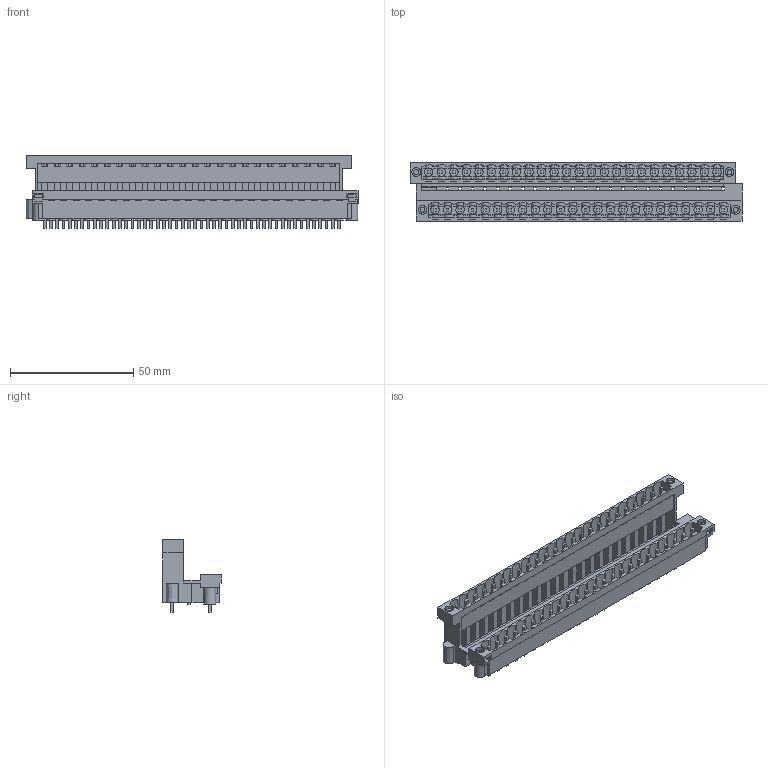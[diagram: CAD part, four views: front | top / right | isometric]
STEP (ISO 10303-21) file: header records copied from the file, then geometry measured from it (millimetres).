
FILE_DESCRIPTION(('CATIA V5 STEP Exchange','CAx-IF Rec.Pracs.--- Model Styling and Organization---1.2---2011-12-15'),'2;1');
FILE_NAME ('D1458675_0_1889330000_1889330000.stp','2018-04-19T13:01:03+00:00',('none'),('Weidmueller'),'CATIA Version 5-6 Release 2014','CATIA V5 STEP AP214','none');
FILE_SCHEMA(('AUTOMOTIVE_DESIGN { 1 0 10303 214 1 1 1 1 }'));
Products named in the file (1): 1889330000
Bounding box: 134.62 x 23.67 x 29.36 mm (x, y, z)
Volume: 20333 mm3; surface area: 36703.4 mm2
Topology: 54 solids, 78 shells, 2157 faces, 6932 edges, 4842 vertices
Faces by surface type: plane 1747, cylinder 406, extrusion 4
Entity records: 72124 total; most frequent: CARTESIAN_POINT 15622, ORIENTED_EDGE 13864, DIRECTION 8434, EDGE_CURVE 6932, VECTOR 5490, LINE 5486, VERTEX_POINT 4842, EDGE_LOOP 2328
